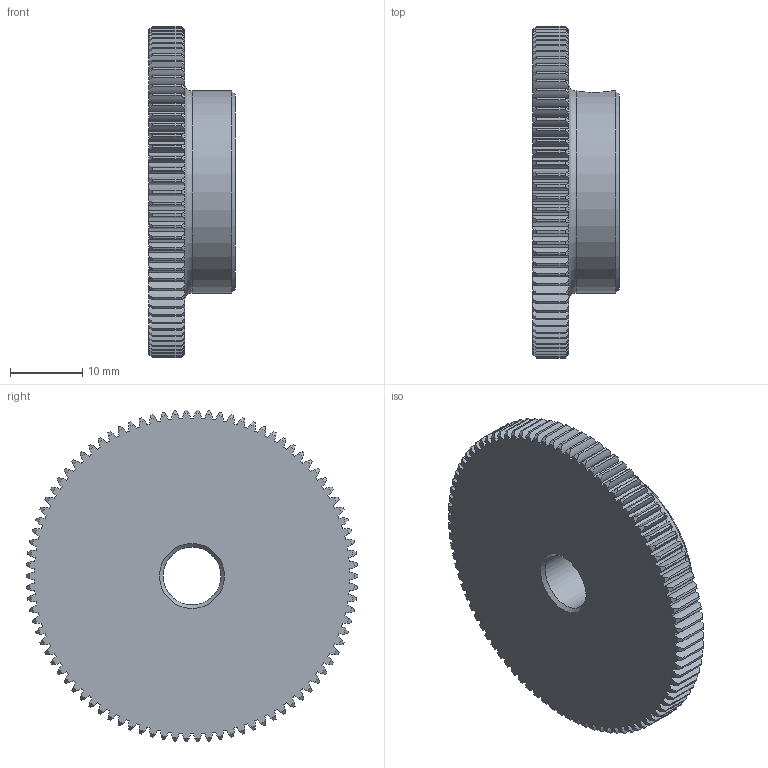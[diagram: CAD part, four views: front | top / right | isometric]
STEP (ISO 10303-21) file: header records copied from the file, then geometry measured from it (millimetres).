
FILE_DESCRIPTION( ( 'STEP AP214' ), '1' );
FILE_NAME( 'SS0.5-90A_On.stp', '2020-09-21T11:06:31', ( 'License CC BY-ND 4.0' ), ( 'CADENAS' ), ' ', 'PARTsolutions', ' ' );
FILE_SCHEMA( ( 'AUTOMOTIVE_DESIGN { 1 0 10303 214 1 1 1 1 }' ) );
Length unit declared in the file: millimetre
Products named in the file (1): _SS0.5-90A_On
Bounding box: 12 x 46 x 45.98 mm (x, y, z)
Volume: 11468.8 mm3; surface area: 5377.2 mm2
Topology: 1 solids, 1 shells, 554 faces, 1647 edges, 1095 vertices
Faces by surface type: cylinder 365, cone 185, plane 3, torus 1
Full cylindrical faces by diameter (mm): 4.134 x1, 8 x1, 28 x1
Entity records: 23926 total; most frequent: CARTESIAN_POINT 4479, DIRECTION 3294, ORIENTED_EDGE 3270, EDGE_CURVE 1635, AXIS2_PLACEMENT_3D 1467, VERTEX_POINT 1092, CIRCLE 912, EDGE_LOOP 567
